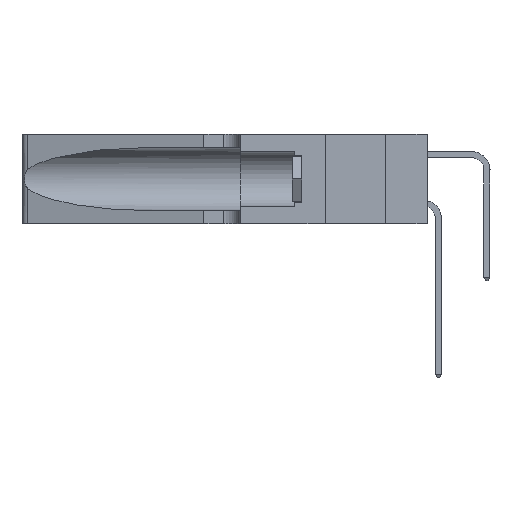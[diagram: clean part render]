
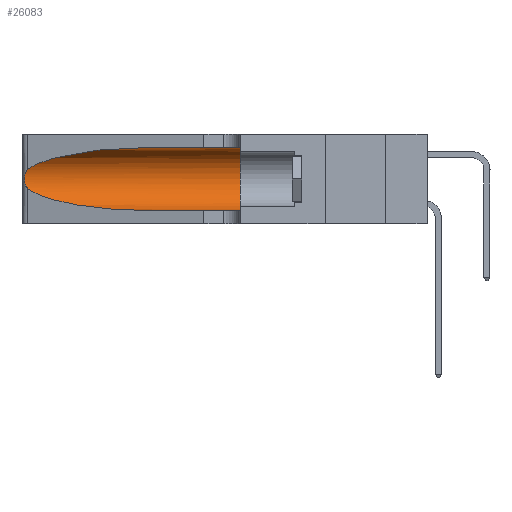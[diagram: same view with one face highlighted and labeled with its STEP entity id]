
A CAD part, left-side view. The second image highlights one B-rep face of the part: STEP entity #26083.
In plain terms, the highlighted cylindrical face has radius 3.308 mm (diameter 6.617 mm), a partial arc.
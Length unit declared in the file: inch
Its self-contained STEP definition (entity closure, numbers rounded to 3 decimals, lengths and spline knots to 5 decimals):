
#51 = EDGE_CURVE ( 'NONE', #14443, #14150, #7739, .T. ) ;
#124 = DIRECTION ( 'NONE',  ( 0., -1., 0. ) ) ;
#371 = CARTESIAN_POINT ( 'NONE',  ( 0.1305, 1.61858, 0.05475 ) ) ;
#985 = EDGE_CURVE ( 'NONE', #13119, #14374, #14174, .T. ) ;
#1674 = VECTOR ( 'NONE', #13059, 39.37008 ) ;
#1967 = EDGE_CURVE ( 'NONE', #8164, #14443, #11345, .T. ) ;
#2227 = DIRECTION ( 'NONE',  ( 0., 0., -1. ) ) ;
#2876 = CARTESIAN_POINT ( 'NONE',  ( 0.25487, 1.22718, 0.14631 ) ) ;
#3918 = LINE ( 'NONE', #14594, #1674 ) ;
#4126 = CARTESIAN_POINT ( 'NONE',  ( 0.26018, 1.23835, 0.19895 ) ) ;
#4322 = CARTESIAN_POINT ( 'NONE',  ( 0.1305, 0.72297, 0.31525 ) ) ;
#4633 = CARTESIAN_POINT ( 'NONE',  ( 0.1305, 0.72297, 0.05475 ) ) ;
#4682 = CARTESIAN_POINT ( 'NONE',  ( 0.25856, 1.23593, 0.16098 ) ) ;
#4826 = CARTESIAN_POINT ( 'NONE',  ( 0.1305, 0.35, 0.185 ) ) ;
#5566 = CARTESIAN_POINT ( 'NONE',  ( 0.25555, 1.22994, 0.2215 ) ) ;
#5723 = CYLINDRICAL_SURFACE ( 'NONE', #26449, 0.13025 ) ;
#6347 = FACE_OUTER_BOUND ( 'NONE', #10417, .T. ) ;
#7547 = EDGE_CURVE ( 'NONE', #14150, #18409, #19686, .T. ) ;
#7739 = B_SPLINE_CURVE_WITH_KNOTS ( 'NONE', 3,
 ( #8831, #5566, #17817, #11844, #12021, #4126, #12198, #20425, #22473, #4682, #18979, #24802, #25233, #2876 ),
 .UNSPECIFIED., .F., .F.,
 ( 4, 2, 2, 2, 2, 2, 4 ),
 ( 0., 0.00027, 0.00053, 0.00107, 0.0016, 0.00187, 0.00214 ),
 .UNSPECIFIED. ) ;
#8038 = CARTESIAN_POINT ( 'NONE',  ( 0.2373, 1.15595, 0.08982 ) ) ;
#8144 = CARTESIAN_POINT ( 'NONE',  ( 0.1305, 0.72297, 0.31525 ) ) ;
#8164 = VERTEX_POINT ( 'NONE', #4322 ) ;
#8831 = CARTESIAN_POINT ( 'NONE',  ( 0.25487, 1.22718, 0.22369 ) ) ;
#9297 = LINE ( 'NONE', #371, #24039 ) ;
#9300 = AXIS2_PLACEMENT_3D ( 'NONE', #4826, #21010, #17141 ) ;
#9538 = CARTESIAN_POINT ( 'NONE',  ( 0.25487, 1.22718, 0.22369 ) ) ;
#9575 = EDGE_CURVE ( 'NONE', #8164, #13119, #3918, .T. ) ;
#9936 = CARTESIAN_POINT ( 'NONE',  ( 0.1305, 0.72297, 0.05475 ) ) ;
#10354 = DIRECTION ( 'NONE',  ( 0., -1., 0. ) ) ;
#10417 = EDGE_LOOP ( 'NONE', ( #12930, #23247, #16004, #23023, #21235, #17163 ) ) ;
#11345 =( BOUNDED_CURVE ( )  B_SPLINE_CURVE ( 3, ( #8144, #12180, #25171, #20325 ),
 .UNSPECIFIED., .F., .F. ) 
 B_SPLINE_CURVE_WITH_KNOTS ( ( 4, 4 ),
 ( 1.5708, 2.84003 ),
 .UNSPECIFIED. ) 
 CURVE ( )  GEOMETRIC_REPRESENTATION_ITEM ( )  RATIONAL_B_SPLINE_CURVE ( ( 1., 0.87, 0.87, 1. ) ) 
 REPRESENTATION_ITEM ( '' )  );
#11844 = CARTESIAN_POINT ( 'NONE',  ( 0.25787, 1.23484, 0.2124 ) ) ;
#12021 = CARTESIAN_POINT ( 'NONE',  ( 0.25854, 1.2359, 0.20912 ) ) ;
#12064 = CARTESIAN_POINT ( 'NONE',  ( 0.25487, 1.22718, 0.14631 ) ) ;
#12180 = CARTESIAN_POINT ( 'NONE',  ( 0.18966, 0.96281, 0.31525 ) ) ;
#12198 = CARTESIAN_POINT ( 'NONE',  ( 0.26075, 1.23896, 0.19203 ) ) ;
#12930 = ORIENTED_EDGE ( 'NONE', *, *, #1967, .T. ) ;
#13059 = DIRECTION ( 'NONE',  ( 0., -1., 0. ) ) ;
#13119 = VERTEX_POINT ( 'NONE', #21984 ) ;
#14150 = VERTEX_POINT ( 'NONE', #16342 ) ;
#14174 = CIRCLE ( 'NONE', #9300, 0.13025 ) ;
#14374 = VERTEX_POINT ( 'NONE', #21613 ) ;
#14443 = VERTEX_POINT ( 'NONE', #9538 ) ;
#14594 = CARTESIAN_POINT ( 'NONE',  ( 0.1305, 1.61858, 0.31525 ) ) ;
#14675 = CARTESIAN_POINT ( 'NONE',  ( 0.1305, 1.61858, 0.185 ) ) ;
#16004 = ORIENTED_EDGE ( 'NONE', *, *, #7547, .T. ) ;
#16342 = CARTESIAN_POINT ( 'NONE',  ( 0.25487, 1.22718, 0.14631 ) ) ;
#17141 = DIRECTION ( 'NONE',  ( 0., 0., 1. ) ) ;
#17163 = ORIENTED_EDGE ( 'NONE', *, *, #9575, .F. ) ;
#17817 = CARTESIAN_POINT ( 'NONE',  ( 0.25639, 1.23184, 0.21858 ) ) ;
#18409 = VERTEX_POINT ( 'NONE', #4633 ) ;
#18979 = CARTESIAN_POINT ( 'NONE',  ( 0.25789, 1.23486, 0.15765 ) ) ;
#19686 =( BOUNDED_CURVE ( )  B_SPLINE_CURVE ( 3, ( #12064, #8038, #20113, #9936 ),
 .UNSPECIFIED., .F., .T. ) 
 B_SPLINE_CURVE_WITH_KNOTS ( ( 4, 4 ),
 ( 3.44316, 4.71239 ),
 .UNSPECIFIED. ) 
 CURVE ( )  GEOMETRIC_REPRESENTATION_ITEM ( )  RATIONAL_B_SPLINE_CURVE ( ( 1., 0.87, 0.87, 1. ) ) 
 REPRESENTATION_ITEM ( '' )  );
#20113 = CARTESIAN_POINT ( 'NONE',  ( 0.18966, 0.96281, 0.05475 ) ) ;
#20325 = CARTESIAN_POINT ( 'NONE',  ( 0.25487, 1.22718, 0.22369 ) ) ;
#20425 = CARTESIAN_POINT ( 'NONE',  ( 0.26075, 1.23896, 0.178 ) ) ;
#21010 = DIRECTION ( 'NONE',  ( 0., 1., 0. ) ) ;
#21235 = ORIENTED_EDGE ( 'NONE', *, *, #985, .F. ) ;
#21613 = CARTESIAN_POINT ( 'NONE',  ( 0.1305, 0.35, 0.05475 ) ) ;
#21984 = CARTESIAN_POINT ( 'NONE',  ( 0.1305, 0.35, 0.31525 ) ) ;
#22473 = CARTESIAN_POINT ( 'NONE',  ( 0.26017, 1.23833, 0.17102 ) ) ;
#23023 = ORIENTED_EDGE ( 'NONE', *, *, #25187, .T. ) ;
#23247 = ORIENTED_EDGE ( 'NONE', *, *, #51, .T. ) ;
#24039 = VECTOR ( 'NONE', #10354, 39.37008 ) ;
#24802 = CARTESIAN_POINT ( 'NONE',  ( 0.25639, 1.23186, 0.15144 ) ) ;
#25171 = CARTESIAN_POINT ( 'NONE',  ( 0.2373, 1.15595, 0.28018 ) ) ;
#25187 = EDGE_CURVE ( 'NONE', #18409, #14374, #9297, .T. ) ;
#25233 = CARTESIAN_POINT ( 'NONE',  ( 0.25555, 1.22993, 0.14849 ) ) ;
#26083 = ADVANCED_FACE ( 'NONE', ( #6347 ), #5723, .F. ) ;
#26449 = AXIS2_PLACEMENT_3D ( 'NONE', #14675, #124, #2227 ) ;
